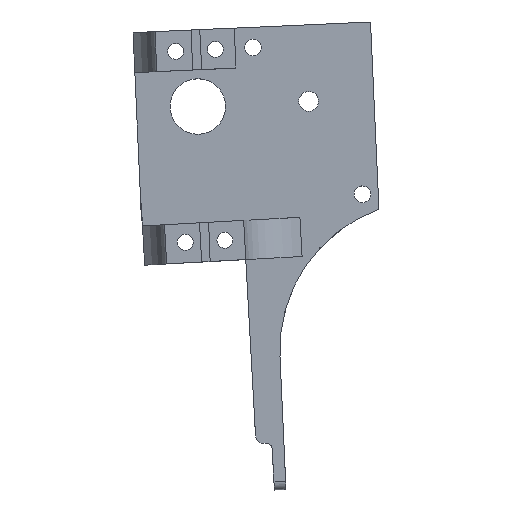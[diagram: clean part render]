
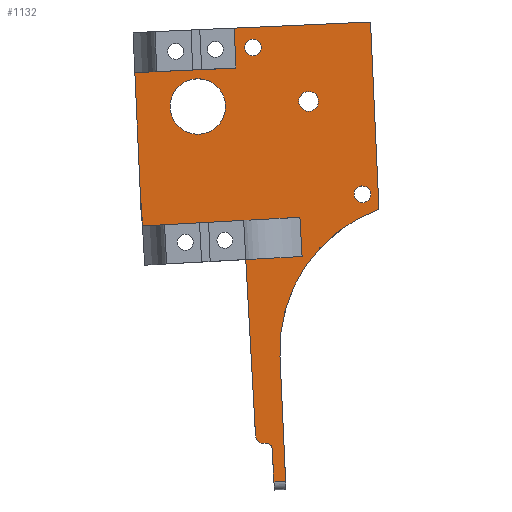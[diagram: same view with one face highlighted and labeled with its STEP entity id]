
A CAD part, top view. The second image highlights one B-rep face of the part: STEP entity #1132.
In plain terms, the highlighted planar face has unit normal (0, 0, 1).
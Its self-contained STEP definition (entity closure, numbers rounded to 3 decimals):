
#57=FACE_BOUND('',#166,.T.);
#58=FACE_BOUND('',#167,.T.);
#59=FACE_BOUND('',#168,.T.);
#60=FACE_BOUND('',#169,.T.);
#99=FACE_OUTER_BOUND('',#165,.T.);
#165=EDGE_LOOP('',(#907,#908,#909,#910,#911,#912,#913,#914,#915,#916,#917,
#918,#919,#920,#921,#922,#923,#924));
#166=EDGE_LOOP('',(#925));
#167=EDGE_LOOP('',(#926));
#168=EDGE_LOOP('',(#927));
#169=EDGE_LOOP('',(#928));
#225=CIRCLE('',#1230,2.1);
#229=CIRCLE('',#1241,2.);
#230=CIRCLE('',#1243,1.5);
#231=CIRCLE('',#1244,37.513);
#232=CIRCLE('',#1245,2.1);
#233=CIRCLE('',#1246,2.5);
#234=CIRCLE('',#1247,7.);
#257=LINE('',#1639,#372);
#274=LINE('',#1686,#389);
#276=LINE('',#1695,#391);
#281=LINE('',#1707,#396);
#291=LINE('',#1738,#406);
#297=LINE('',#1750,#412);
#326=LINE('',#1830,#441);
#329=LINE('',#1842,#444);
#330=LINE('',#1843,#445);
#331=LINE('',#1844,#446);
#332=LINE('',#1846,#447);
#333=LINE('',#1849,#448);
#334=LINE('',#1853,#449);
#335=LINE('',#1855,#450);
#336=LINE('',#1856,#451);
#372=VECTOR('',#1310,10.);
#389=VECTOR('',#1353,14.7);
#391=VECTOR('',#1361,10.);
#396=VECTOR('',#1372,10.);
#406=VECTOR('',#1400,10.);
#412=VECTOR('',#1408,10.);
#441=VECTOR('',#1477,10.);
#444=VECTOR('',#1490,10.);
#445=VECTOR('',#1491,10.);
#446=VECTOR('',#1492,10.);
#447=VECTOR('',#1493,10.);
#448=VECTOR('',#1496,10.);
#449=VECTOR('',#1499,10.);
#450=VECTOR('',#1500,10.);
#451=VECTOR('',#1501,10.);
#490=VERTEX_POINT('',#1636);
#491=VERTEX_POINT('',#1638);
#502=VERTEX_POINT('',#1673);
#506=VERTEX_POINT('',#1682);
#508=VERTEX_POINT('',#1685);
#511=VERTEX_POINT('',#1692);
#512=VERTEX_POINT('',#1694);
#516=VERTEX_POINT('',#1706);
#533=VERTEX_POINT('',#1749);
#549=VERTEX_POINT('',#1799);
#557=VERTEX_POINT('',#1827);
#558=VERTEX_POINT('',#1829);
#561=VERTEX_POINT('',#1837);
#562=VERTEX_POINT('',#1841);
#563=VERTEX_POINT('',#1845);
#564=VERTEX_POINT('',#1848);
#565=VERTEX_POINT('',#1850);
#566=VERTEX_POINT('',#1852);
#567=VERTEX_POINT('',#1854);
#568=VERTEX_POINT('',#1857);
#569=VERTEX_POINT('',#1859);
#570=VERTEX_POINT('',#1861);
#598=EDGE_CURVE('',#491,#490,#257,.T.);
#621=EDGE_CURVE('',#506,#508,#274,.T.);
#625=EDGE_CURVE('',#511,#512,#276,.T.);
#631=EDGE_CURVE('',#516,#512,#281,.T.);
#647=EDGE_CURVE('',#502,#508,#291,.T.);
#653=EDGE_CURVE('',#533,#491,#297,.T.);
#678=EDGE_CURVE('',#549,#549,#225,.T.);
#691=EDGE_CURVE('',#558,#557,#326,.T.);
#695=EDGE_CURVE('',#561,#557,#229,.T.);
#697=EDGE_CURVE('',#562,#490,#329,.T.);
#698=EDGE_CURVE('',#502,#562,#330,.T.);
#699=EDGE_CURVE('',#506,#558,#331,.T.);
#700=EDGE_CURVE('',#561,#563,#332,.T.);
#701=EDGE_CURVE('',#516,#563,#230,.T.);
#702=EDGE_CURVE('',#511,#564,#333,.T.);
#703=EDGE_CURVE('',#565,#564,#231,.T.);
#704=EDGE_CURVE('',#566,#565,#334,.T.);
#705=EDGE_CURVE('',#566,#567,#335,.T.);
#706=EDGE_CURVE('',#533,#567,#336,.T.);
#707=EDGE_CURVE('',#568,#568,#232,.T.);
#708=EDGE_CURVE('',#569,#569,#233,.T.);
#709=EDGE_CURVE('',#570,#570,#234,.T.);
#907=ORIENTED_EDGE('',*,*,#653,.T.);
#908=ORIENTED_EDGE('',*,*,#598,.T.);
#909=ORIENTED_EDGE('',*,*,#697,.F.);
#910=ORIENTED_EDGE('',*,*,#698,.F.);
#911=ORIENTED_EDGE('',*,*,#647,.T.);
#912=ORIENTED_EDGE('',*,*,#621,.F.);
#913=ORIENTED_EDGE('',*,*,#699,.T.);
#914=ORIENTED_EDGE('',*,*,#691,.T.);
#915=ORIENTED_EDGE('',*,*,#695,.F.);
#916=ORIENTED_EDGE('',*,*,#700,.T.);
#917=ORIENTED_EDGE('',*,*,#701,.F.);
#918=ORIENTED_EDGE('',*,*,#631,.T.);
#919=ORIENTED_EDGE('',*,*,#625,.F.);
#920=ORIENTED_EDGE('',*,*,#702,.T.);
#921=ORIENTED_EDGE('',*,*,#703,.F.);
#922=ORIENTED_EDGE('',*,*,#704,.F.);
#923=ORIENTED_EDGE('',*,*,#705,.T.);
#924=ORIENTED_EDGE('',*,*,#706,.F.);
#925=ORIENTED_EDGE('',*,*,#678,.T.);
#926=ORIENTED_EDGE('',*,*,#707,.F.);
#927=ORIENTED_EDGE('',*,*,#708,.T.);
#928=ORIENTED_EDGE('',*,*,#709,.T.);
#1089=PLANE('',#1242);
#1132=ADVANCED_FACE('',(#99,#57,#58,#59,#60),#1089,.T.);
#1230=AXIS2_PLACEMENT_3D('',#1800,#1454,#1455);
#1241=AXIS2_PLACEMENT_3D('',#1838,#1485,#1486);
#1242=AXIS2_PLACEMENT_3D('',#1840,#1488,#1489);
#1243=AXIS2_PLACEMENT_3D('',#1847,#1494,#1495);
#1244=AXIS2_PLACEMENT_3D('',#1851,#1497,#1498);
#1245=AXIS2_PLACEMENT_3D('',#1858,#1502,#1503);
#1246=AXIS2_PLACEMENT_3D('',#1860,#1504,#1505);
#1247=AXIS2_PLACEMENT_3D('',#1862,#1506,#1507);
#1310=DIRECTION('',(0.045,-0.999,0.));
#1353=DIRECTION('',(-0.055,0.998,0.));
#1361=DIRECTION('',(-0.999,-0.045,0.));
#1372=DIRECTION('',(0.055,-0.998,0.));
#1400=DIRECTION('',(0.998,0.055,0.));
#1408=DIRECTION('',(-0.999,-0.045,0.));
#1454=DIRECTION('center_axis',(0.,0.,-1.));
#1455=DIRECTION('ref_axis',(0.998,0.055,0.));
#1477=DIRECTION('',(0.055,-0.998,0.));
#1485=DIRECTION('center_axis',(0.,0.,-1.));
#1486=DIRECTION('ref_axis',(-0.667,-0.745,0.));
#1488=DIRECTION('center_axis',(0.,0.,1.));
#1489=DIRECTION('ref_axis',(1.,0.,0.));
#1490=DIRECTION('',(-0.067,0.998,0.));
#1491=DIRECTION('',(-0.055,0.998,0.));
#1492=DIRECTION('',(-0.998,-0.055,0.));
#1493=DIRECTION('',(0.998,0.055,0.));
#1494=DIRECTION('center_axis',(0.,0.,1.));
#1495=DIRECTION('ref_axis',(0.667,0.745,0.));
#1496=DIRECTION('',(-0.045,0.999,0.));
#1497=DIRECTION('center_axis',(0.,0.,1.));
#1498=DIRECTION('ref_axis',(-0.333,0.943,0.));
#1499=DIRECTION('',(0.045,-0.999,0.));
#1500=DIRECTION('',(-0.999,-0.045,0.));
#1501=DIRECTION('',(-0.045,0.999,0.));
#1502=DIRECTION('center_axis',(0.,0.,1.));
#1503=DIRECTION('ref_axis',(-1.,0.,0.));
#1504=DIRECTION('center_axis',(0.,0.,-1.));
#1505=DIRECTION('ref_axis',(-1.,0.,0.));
#1506=DIRECTION('center_axis',(0.,0.,-1.));
#1507=DIRECTION('ref_axis',(1.,0.,0.));
#1636=CARTESIAN_POINT('',(-21.32,-21.429,16.4));
#1638=CARTESIAN_POINT('',(-22.634,7.791,16.4));
#1639=CARTESIAN_POINT('',(-23.027,16.532,16.4));
#1673=CARTESIAN_POINT('',(-20.692,-30.919,16.4));
#1682=CARTESIAN_POINT('',(19.571,-38.607,16.4));
#1685=CARTESIAN_POINT('',(19.024,-28.722,16.4));
#1686=CARTESIAN_POINT('',(19.427,-36.011,16.4));
#1692=CARTESIAN_POINT('',(15.422,-95.404,16.4));
#1694=CARTESIAN_POINT('',(12.478,-95.536,16.4));
#1695=CARTESIAN_POINT('',(13.729,-95.48,16.4));
#1706=CARTESIAN_POINT('',(12.015,-87.169,16.4));
#1707=CARTESIAN_POINT('',(9.757,-46.356,16.4));
#1738=CARTESIAN_POINT('',(7.086,-29.383,16.4));
#1749=CARTESIAN_POINT('',(2.89,8.938,16.4));
#1750=CARTESIAN_POINT('',(-4.877,8.589,16.4));
#1799=CARTESIAN_POINT('',(32.706,-23.028,16.4));
#1800=CARTESIAN_POINT('Origin',(34.803,-22.912,16.4));
#1827=CARTESIAN_POINT('',(7.827,-83.895,16.4));
#1829=CARTESIAN_POINT('',(5.366,-39.393,16.4));
#1830=CARTESIAN_POINT('',(7.632,-80.37,16.4));
#1837=CARTESIAN_POINT('',(9.935,-85.782,16.4));
#1838=CARTESIAN_POINT('Origin',(9.824,-83.785,16.4));
#1840=CARTESIAN_POINT('Origin',(7.796,-1.101,16.4));
#1841=CARTESIAN_POINT('',(-20.72,-30.42,16.4));
#1842=CARTESIAN_POINT('',(-20.72,-30.42,16.4));
#1843=CARTESIAN_POINT('',(-21.24,-21.022,16.4));
#1844=CARTESIAN_POINT('',(-5.122,-39.973,16.4));
#1845=CARTESIAN_POINT('',(10.434,-85.754,16.4));
#1846=CARTESIAN_POINT('',(10.205,-85.767,16.4));
#1847=CARTESIAN_POINT('Origin',(10.517,-87.252,16.4));
#1848=CARTESIAN_POINT('',(14.002,-63.78,16.4));
#1849=CARTESIAN_POINT('',(13.862,-60.664,16.4));
#1850=CARTESIAN_POINT('',(38.978,-26.728,16.4));
#1851=CARTESIAN_POINT('Origin',(51.477,-62.097,16.4));
#1852=CARTESIAN_POINT('',(36.852,20.575,16.4));
#1853=CARTESIAN_POINT('',(38.619,-18.735,16.4));
#1854=CARTESIAN_POINT('',(2.437,19.028,16.4));
#1855=CARTESIAN_POINT('',(-8.103,18.555,16.4));
#1856=CARTESIAN_POINT('',(3.33,-0.841,16.4));
#1857=CARTESIAN_POINT('',(9.321,14.139,16.4));
#1858=CARTESIAN_POINT('Origin',(7.221,14.139,16.4));
#1859=CARTESIAN_POINT('',(23.737,0.549,16.4));
#1860=CARTESIAN_POINT('Origin',(21.237,0.549,16.4));
#1861=CARTESIAN_POINT('',(-13.734,-0.754,16.4));
#1862=CARTESIAN_POINT('Origin',(-6.734,-0.754,16.4));
